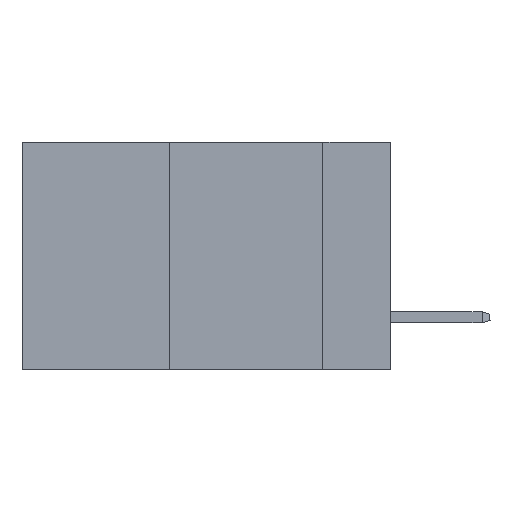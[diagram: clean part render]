
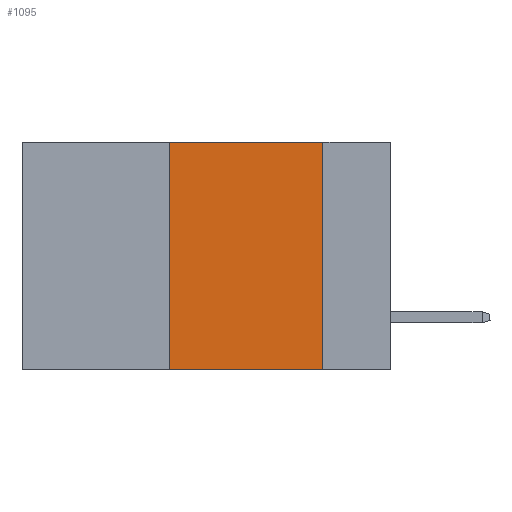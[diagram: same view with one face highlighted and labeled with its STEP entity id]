
A CAD part, left-side view. The second image highlights one B-rep face of the part: STEP entity #1095.
In plain terms, the highlighted planar face has unit normal (-1, 0, 0).
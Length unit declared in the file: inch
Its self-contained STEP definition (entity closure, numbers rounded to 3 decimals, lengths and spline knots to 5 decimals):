
#175 = DIRECTION ( 'NONE',  ( 0., -1., 0. ) ) ;
#1095 = ADVANCED_FACE ( 'NONE', ( #9862 ), #14213, .F. ) ;
#1594 = DIRECTION ( 'NONE',  ( 1., 0., 0. ) ) ;
#1623 = EDGE_CURVE ( 'NONE', #13972, #13661, #11597, .T. ) ;
#1957 = VECTOR ( 'NONE', #18741, 39.37008 ) ;
#2264 = CARTESIAN_POINT ( 'NONE',  ( 0., 0.11, 0. ) ) ;
#2871 = VECTOR ( 'NONE', #19919, 39.37008 ) ;
#5282 = EDGE_LOOP ( 'NONE', ( #16160, #15485, #7594, #7258 ) ) ;
#6298 = DIRECTION ( 'NONE',  ( 0., 0., -1. ) ) ;
#6870 = EDGE_CURVE ( 'NONE', #11459, #7393, #13067, .T. ) ;
#7258 = ORIENTED_EDGE ( 'NONE', *, *, #16438, .T. ) ;
#7393 = VERTEX_POINT ( 'NONE', #17635 ) ;
#7594 = ORIENTED_EDGE ( 'NONE', *, *, #1623, .F. ) ;
#8247 = CARTESIAN_POINT ( 'NONE',  ( 0., 0.36, 0. ) ) ;
#9819 = AXIS2_PLACEMENT_3D ( 'NONE', #18918, #1594, #6298 ) ;
#9862 = FACE_OUTER_BOUND ( 'NONE', #5282, .T. ) ;
#11459 = VERTEX_POINT ( 'NONE', #13735 ) ;
#11597 = LINE ( 'NONE', #14179, #19653 ) ;
#12962 = LINE ( 'NONE', #19287, #20485 ) ;
#13067 = LINE ( 'NONE', #2264, #2871 ) ;
#13522 = CARTESIAN_POINT ( 'NONE',  ( 0., 0.36, -0.37 ) ) ;
#13661 = VERTEX_POINT ( 'NONE', #8247 ) ;
#13735 = CARTESIAN_POINT ( 'NONE',  ( 0., 0.11, 0. ) ) ;
#13972 = VERTEX_POINT ( 'NONE', #13522 ) ;
#14179 = CARTESIAN_POINT ( 'NONE',  ( 0., 0.36, 0. ) ) ;
#14213 = PLANE ( 'NONE',  #9819 ) ;
#14575 = CARTESIAN_POINT ( 'NONE',  ( 0., 0.6, -0.37 ) ) ;
#15485 = ORIENTED_EDGE ( 'NONE', *, *, #20122, .F. ) ;
#16160 = ORIENTED_EDGE ( 'NONE', *, *, #6870, .F. ) ;
#16438 = EDGE_CURVE ( 'NONE', #13972, #7393, #19935, .T. ) ;
#17215 = DIRECTION ( 'NONE',  ( 0., 0., 1. ) ) ;
#17635 = CARTESIAN_POINT ( 'NONE',  ( 0., 0.11, -0.37 ) ) ;
#18741 = DIRECTION ( 'NONE',  ( 0., -1., 0. ) ) ;
#18918 = CARTESIAN_POINT ( 'NONE',  ( 0., 0.6, 0. ) ) ;
#19287 = CARTESIAN_POINT ( 'NONE',  ( 0., 0.6, 0. ) ) ;
#19653 = VECTOR ( 'NONE', #17215, 39.37008 ) ;
#19919 = DIRECTION ( 'NONE',  ( 0., 0., -1. ) ) ;
#19935 = LINE ( 'NONE', #14575, #1957 ) ;
#20122 = EDGE_CURVE ( 'NONE', #13661, #11459, #12962, .T. ) ;
#20485 = VECTOR ( 'NONE', #175, 39.37008 ) ;
